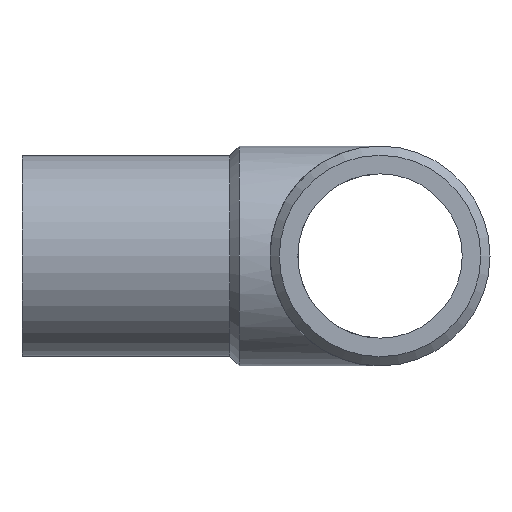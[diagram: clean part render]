
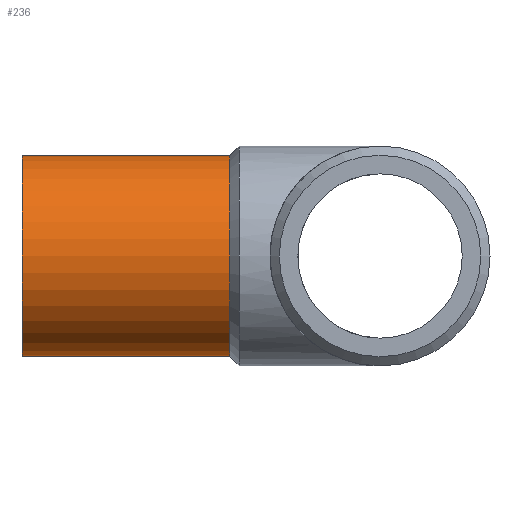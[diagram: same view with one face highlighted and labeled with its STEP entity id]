
A CAD part, left-side view. The second image highlights one B-rep face of the part: STEP entity #236.
In plain terms, the highlighted cylindrical face has radius 31.5 mm (diameter 63 mm), a full revolution.
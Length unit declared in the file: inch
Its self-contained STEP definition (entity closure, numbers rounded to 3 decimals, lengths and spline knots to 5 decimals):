
#4 = AXIS2_PLACEMENT_3D ( 'NONE', #251, #112, #347 ) ;
#24 = DIRECTION ( 'NONE',  ( 0., 0., -1. ) ) ;
#36 = CIRCLE ( 'NONE', #371, 1.24016 ) ;
#42 = AXIS2_PLACEMENT_3D ( 'NONE', #51, #263, #99 ) ;
#51 = CARTESIAN_POINT ( 'NONE',  ( -4.40945, 3.12992, 0. ) ) ;
#52 = EDGE_CURVE ( 'NONE', #115, #115, #114, .T. ) ;
#96 = FACE_OUTER_BOUND ( 'NONE', #153, .T. ) ;
#99 = DIRECTION ( 'NONE',  ( 0., 0., -1. ) ) ;
#112 = DIRECTION ( 'NONE',  ( 0., 1., 0. ) ) ;
#114 = CIRCLE ( 'NONE', #4, 1.24016 ) ;
#115 = VERTEX_POINT ( 'NONE', #196 ) ;
#116 = EDGE_CURVE ( 'NONE', #247, #247, #36, .T. ) ;
#143 = CARTESIAN_POINT ( 'NONE',  ( -4.40945, 4.40945, -1.24016 ) ) ;
#153 = EDGE_LOOP ( 'NONE', ( #259 ) ) ;
#192 = FACE_OUTER_BOUND ( 'NONE', #311, .T. ) ;
#196 = CARTESIAN_POINT ( 'NONE',  ( -4.40945, 1.85039, -1.24016 ) ) ;
#236 = ADVANCED_FACE ( 'NONE', ( #96, #192 ), #283, .T. ) ;
#247 = VERTEX_POINT ( 'NONE', #143 ) ;
#251 = CARTESIAN_POINT ( 'NONE',  ( -4.40945, 1.85039, 0. ) ) ;
#259 = ORIENTED_EDGE ( 'NONE', *, *, #116, .F. ) ;
#263 = DIRECTION ( 'NONE',  ( 0., -1., 0. ) ) ;
#283 = CYLINDRICAL_SURFACE ( 'NONE', #42, 1.24016 ) ;
#311 = EDGE_LOOP ( 'NONE', ( #314 ) ) ;
#314 = ORIENTED_EDGE ( 'NONE', *, *, #52, .T. ) ;
#342 = DIRECTION ( 'NONE',  ( 0., 1., 0. ) ) ;
#347 = DIRECTION ( 'NONE',  ( 0., 0., -1. ) ) ;
#371 = AXIS2_PLACEMENT_3D ( 'NONE', #379, #342, #24 ) ;
#379 = CARTESIAN_POINT ( 'NONE',  ( -4.40945, 4.40945, 0. ) ) ;
